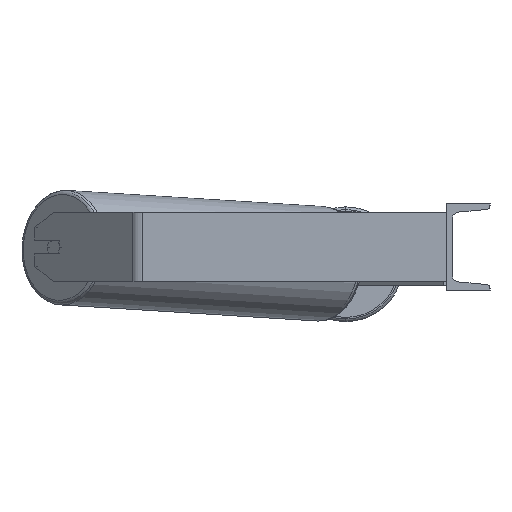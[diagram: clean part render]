
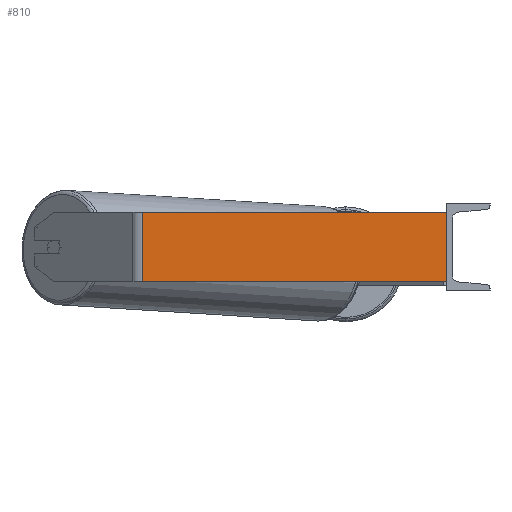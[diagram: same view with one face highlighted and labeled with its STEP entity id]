
A CAD part, left-side view. The second image highlights one B-rep face of the part: STEP entity #810.
In plain terms, the highlighted planar face has unit normal (-1, 0, 0).
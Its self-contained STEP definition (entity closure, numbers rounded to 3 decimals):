
#146 = AXIS2_PLACEMENT_3D ( 'NONE', #3508, #2607, #2743 ) ;
#149 = VECTOR ( 'NONE', #463, 1000. ) ;
#249 = VECTOR ( 'NONE', #1120, 1000. ) ;
#271 = EDGE_CURVE ( 'NONE', #5313, #2876, #8331, .T. ) ;
#280 = LINE ( 'NONE', #5209, #149 ) ;
#463 = DIRECTION ( 'NONE',  ( 0., 0., -1. ) ) ;
#810 = ADVANCED_FACE ( 'NONE', ( #4790 ), #4186, .F. ) ;
#1027 = CARTESIAN_POINT ( 'NONE',  ( -685., 358.952, -40. ) ) ;
#1120 = DIRECTION ( 'NONE',  ( 0., -1., 0. ) ) ;
#1301 = CARTESIAN_POINT ( 'NONE',  ( -685., 352.325, -40. ) ) ;
#2106 = CARTESIAN_POINT ( 'NONE',  ( -685., 352.325, 40. ) ) ;
#2607 = DIRECTION ( 'NONE',  ( 1., 0., 0. ) ) ;
#2743 = DIRECTION ( 'NONE',  ( 0., 1., 0. ) ) ;
#2876 = VERTEX_POINT ( 'NONE', #1301 ) ;
#2889 = LINE ( 'NONE', #6376, #6074 ) ;
#3508 = CARTESIAN_POINT ( 'NONE',  ( -685., 358.952, 40. ) ) ;
#3989 = CARTESIAN_POINT ( 'NONE',  ( -685., 0., -40. ) ) ;
#4186 = PLANE ( 'NONE',  #146 ) ;
#4405 = LINE ( 'NONE', #1027, #249 ) ;
#4559 = VERTEX_POINT ( 'NONE', #3989 ) ;
#4790 = FACE_OUTER_BOUND ( 'NONE', #5727, .T. ) ;
#4879 = DIRECTION ( 'NONE',  ( 0., 0., -1. ) ) ;
#5209 = CARTESIAN_POINT ( 'NONE',  ( -685., 0., 40. ) ) ;
#5313 = VERTEX_POINT ( 'NONE', #6877 ) ;
#5727 = EDGE_LOOP ( 'NONE', ( #8052, #8039, #6491, #7029 ) ) ;
#5835 = VECTOR ( 'NONE', #4879, 1000. ) ;
#5882 = EDGE_CURVE ( 'NONE', #8363, #4559, #280, .T. ) ;
#6074 = VECTOR ( 'NONE', #6293, 1000. ) ;
#6293 = DIRECTION ( 'NONE',  ( 0., -1., 0. ) ) ;
#6376 = CARTESIAN_POINT ( 'NONE',  ( -685., 358.952, 40. ) ) ;
#6491 = ORIENTED_EDGE ( 'NONE', *, *, #7911, .F. ) ;
#6577 = CARTESIAN_POINT ( 'NONE',  ( -685., 0., 40. ) ) ;
#6877 = CARTESIAN_POINT ( 'NONE',  ( -685., 352.325, 40. ) ) ;
#7029 = ORIENTED_EDGE ( 'NONE', *, *, #271, .T. ) ;
#7911 = EDGE_CURVE ( 'NONE', #5313, #8363, #2889, .T. ) ;
#8039 = ORIENTED_EDGE ( 'NONE', *, *, #5882, .F. ) ;
#8052 = ORIENTED_EDGE ( 'NONE', *, *, #8350, .T. ) ;
#8331 = LINE ( 'NONE', #2106, #5835 ) ;
#8350 = EDGE_CURVE ( 'NONE', #2876, #4559, #4405, .T. ) ;
#8363 = VERTEX_POINT ( 'NONE', #6577 ) ;
